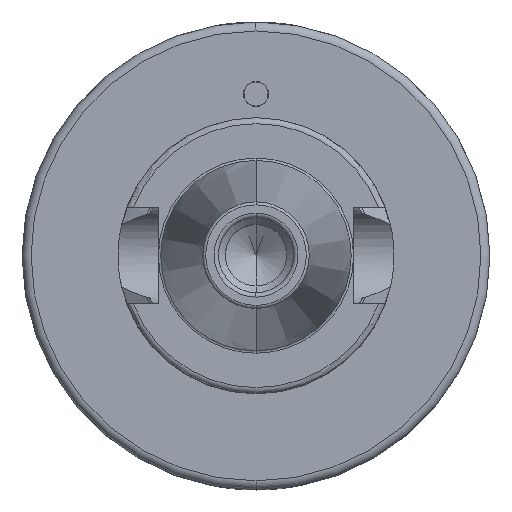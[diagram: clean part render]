
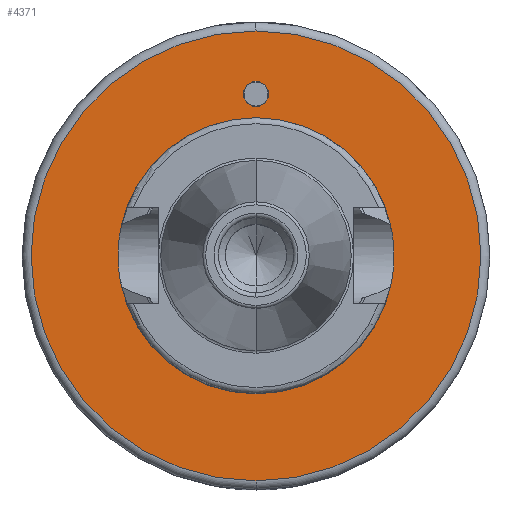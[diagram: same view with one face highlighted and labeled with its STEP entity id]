
A CAD part, top view. The second image highlights one B-rep face of the part: STEP entity #4371.
In plain terms, the highlighted planar face has unit normal (0, 0, 1).
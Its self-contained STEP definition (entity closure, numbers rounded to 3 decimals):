
#1210=CARTESIAN_POINT('',(0,0.,-8));
#1211=DIRECTION('',(0,0,1));
#1212=DIRECTION('',(0,-1,0));
#1213=AXIS2_PLACEMENT_3D('',#1210,#1211,#1212);
#1215=CARTESIAN_POINT('',(0,0.,-8));
#1216=DIRECTION('',(0,0,1));
#1217=DIRECTION('',(0,1,0));
#1218=AXIS2_PLACEMENT_3D('',#1215,#1216,#1217);
#1220=CARTESIAN_POINT('',(0,0,-8));
#1221=DIRECTION('',(0,0,-1));
#1222=DIRECTION('',(0,-1,0));
#1223=AXIS2_PLACEMENT_3D('',#1220,#1221,#1222);
#1225=CARTESIAN_POINT('',(0,0,-8));
#1226=DIRECTION('',(0,0,-1));
#1227=DIRECTION('',(0,1,0));
#1228=AXIS2_PLACEMENT_3D('',#1225,#1226,#1227);
#1230=CARTESIAN_POINT('',(0,27,-8));
#1231=DIRECTION('',(0,0,-1));
#1232=DIRECTION('',(1,0,0));
#1233=AXIS2_PLACEMENT_3D('',#1230,#1231,#1232);
#1245=CARTESIAN_POINT('',(0,27,-8));
#1246=DIRECTION('',(0,0,-1));
#1247=DIRECTION('',(-1,0,0));
#1248=AXIS2_PLACEMENT_3D('',#1245,#1246,#1247);
#2726=CARTESIAN_POINT('',(2.1,27,-8));
#2727=CARTESIAN_POINT('',(-2.1,27,-8));
#2728=VERTEX_POINT('',#2726);
#2729=VERTEX_POINT('',#2727);
#2730=CARTESIAN_POINT('',(0,-22.8,-8));
#2731=CARTESIAN_POINT('',(0.,22.8,-8));
#2732=VERTEX_POINT('',#2730);
#2733=VERTEX_POINT('',#2731);
#2750=CARTESIAN_POINT('',(0,-37.5,-8));
#2751=CARTESIAN_POINT('',(0,37.5,-8));
#2752=VERTEX_POINT('',#2750);
#2753=VERTEX_POINT('',#2751);
#4350=CARTESIAN_POINT('',(0,0.,-8));
#4351=DIRECTION('',(0,0,1));
#4352=DIRECTION('',(0,1,0));
#4353=AXIS2_PLACEMENT_3D('',#4350,#4351,#4352);
#4354=PLANE('',#4353);
#4355=ORIENTED_EDGE('',*,*,#3122,.T.);
#4356=ORIENTED_EDGE('',*,*,#3107,.T.);
#4357=EDGE_LOOP('',(#4355,#4356));
#4358=FACE_OUTER_BOUND('',#4357,.F.);
#4360=ORIENTED_EDGE('',*,*,#4359,.T.);
#4362=ORIENTED_EDGE('',*,*,#4361,.T.);
#4363=EDGE_LOOP('',(#4360,#4362));
#4364=FACE_BOUND('',#4363,.F.);
#4366=ORIENTED_EDGE('',*,*,#4365,.F.);
#4368=ORIENTED_EDGE('',*,*,#4367,.F.);
#4369=EDGE_LOOP('',(#4366,#4368));
#4370=FACE_BOUND('',#4369,.F.);
#4371=ADVANCED_FACE('',(#4358,#4364,#4370),#4354,.T.);
#1214=CIRCLE('',#1213,22.8);
#1219=CIRCLE('',#1218,22.8);
#1224=CIRCLE('',#1223,37.5);
#1229=CIRCLE('',#1228,37.5);
#1234=CIRCLE('',#1233,2.1);
#1249=CIRCLE('',#1248,2.1);
#3107=EDGE_CURVE('',#2753,#2752,#1229,.T.);
#3122=EDGE_CURVE('',#2752,#2753,#1224,.T.);
#4359=EDGE_CURVE('',#2732,#2733,#1214,.T.);
#4361=EDGE_CURVE('',#2733,#2732,#1219,.T.);
#4365=EDGE_CURVE('',#2728,#2729,#1234,.T.);
#4367=EDGE_CURVE('',#2729,#2728,#1249,.T.);
